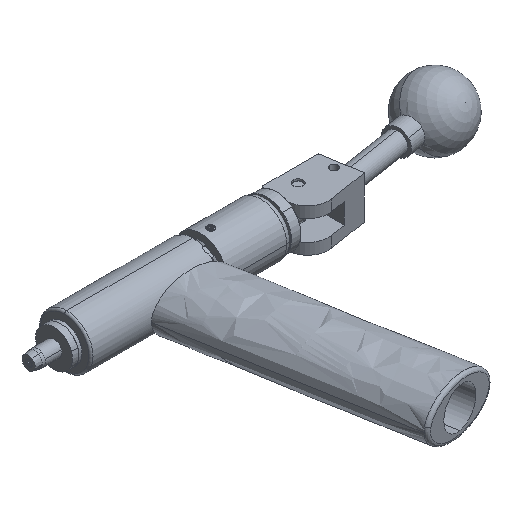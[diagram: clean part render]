
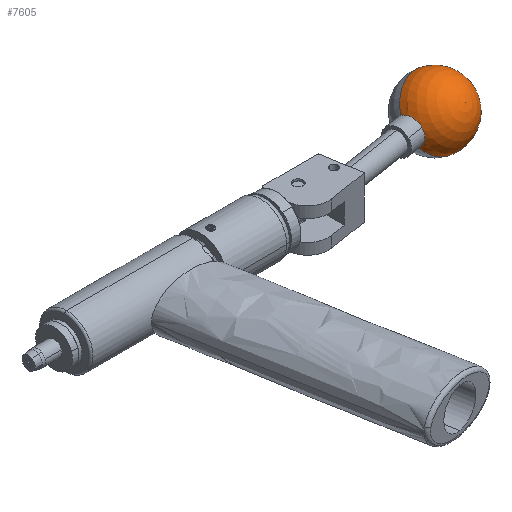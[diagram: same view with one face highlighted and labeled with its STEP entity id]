
A CAD part, isometric view. The second image highlights one B-rep face of the part: STEP entity #7605.
In plain terms, the highlighted spherical face has radius 15.875 mm.
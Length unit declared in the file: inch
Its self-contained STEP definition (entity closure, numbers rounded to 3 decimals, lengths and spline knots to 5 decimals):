
#205 = CARTESIAN_POINT ( 'NONE',  ( 6.62134, -0.00981, 0.14627 ) ) ;
#674 = CARTESIAN_POINT ( 'NONE',  ( 6.6125, 0.04597, -0.20274 ) ) ;
#760 = AXIS2_PLACEMENT_3D ( 'NONE', #16058, #14470, #8192 ) ;
#959 = CARTESIAN_POINT ( 'NONE',  ( 7.15539, 0.28004, 0. ) ) ;
#1827 = DIRECTION ( 'NONE',  ( 0.127, -0.801, 0.585 ) ) ;
#1964 = AXIS2_PLACEMENT_3D ( 'NONE', #12581, #13901, #11248 ) ;
#2323 = CARTESIAN_POINT ( 'NONE',  ( 6.58962, 0.19044, 0. ) ) ;
#2333 = CIRCLE ( 'NONE', #15092, 0.625 ) ;
#2368 = EDGE_LOOP ( 'NONE', ( #10799, #2991, #2718, #2931 ) ) ;
#2602 = DIRECTION ( 'NONE',  ( 0.988, 0.156, 0. ) ) ;
#2718 = ORIENTED_EDGE ( 'NONE', *, *, #10951, .T. ) ;
#2931 = ORIENTED_EDGE ( 'NONE', *, *, #6422, .T. ) ;
#2991 = ORIENTED_EDGE ( 'NONE', *, *, #8458, .T. ) ;
#3064 = CIRCLE ( 'NONE', #16086, 0.25 ) ;
#3258 = DIRECTION ( 'NONE',  ( 0.988, 0.156, 0. ) ) ;
#5563 = VERTEX_POINT ( 'NONE', #6646 ) ;
#6422 = EDGE_CURVE ( 'NONE', #15145, #7645, #16008, .T. ) ;
#6646 = CARTESIAN_POINT ( 'NONE',  ( 7.7727, 0.37782, 0. ) ) ;
#6665 = CARTESIAN_POINT ( 'NONE',  ( 6.56674, 0.3349, 0.20274 ) ) ;
#7605 = ADVANCED_FACE ( 'NONE', ( #12295 ), #9455, .T. ) ;
#7635 = DIRECTION ( 'NONE',  ( 0.127, -0.801, 0.585 ) ) ;
#7645 = VERTEX_POINT ( 'NONE', #674 ) ;
#8192 = DIRECTION ( 'NONE',  ( 0.092, -0.578, -0.811 ) ) ;
#8458 = EDGE_CURVE ( 'NONE', #5563, #11343, #2333, .T. ) ;
#9368 = CIRCLE ( 'NONE', #1964, 0.625 ) ;
#9455 = SPHERICAL_SURFACE ( 'NONE', #760, 0.625 ) ;
#9872 = DIRECTION ( 'NONE',  ( 0.127, -0.801, 0.585 ) ) ;
#10799 = ORIENTED_EDGE ( 'NONE', *, *, #14811, .F. ) ;
#10922 = AXIS2_PLACEMENT_3D ( 'NONE', #2323, #3258, #9872 ) ;
#10951 = EDGE_CURVE ( 'NONE', #11343, #15145, #3064, .T. ) ;
#11248 = DIRECTION ( 'NONE',  ( 0., 0.59, 0.808 ) ) ;
#11343 = VERTEX_POINT ( 'NONE', #6665 ) ;
#12295 = FACE_OUTER_BOUND ( 'NONE', #2368, .T. ) ;
#12581 = CARTESIAN_POINT ( 'NONE',  ( 7.15539, 0.28004, 0. ) ) ;
#13901 = DIRECTION ( 'NONE',  ( -0.127, 0.801, -0.585 ) ) ;
#14057 = CARTESIAN_POINT ( 'NONE',  ( 6.58962, 0.19044, 0. ) ) ;
#14470 = DIRECTION ( 'NONE',  ( 0.127, -0.801, 0.585 ) ) ;
#14548 = DIRECTION ( 'NONE',  ( 0., -0.59, -0.808 ) ) ;
#14811 = EDGE_CURVE ( 'NONE', #5563, #7645, #9368, .T. ) ;
#15092 = AXIS2_PLACEMENT_3D ( 'NONE', #959, #1827, #14548 ) ;
#15145 = VERTEX_POINT ( 'NONE', #205 ) ;
#16008 = CIRCLE ( 'NONE', #10922, 0.25 ) ;
#16058 = CARTESIAN_POINT ( 'NONE',  ( 7.15539, 0.28004, 0. ) ) ;
#16086 = AXIS2_PLACEMENT_3D ( 'NONE', #14057, #2602, #7635 ) ;
